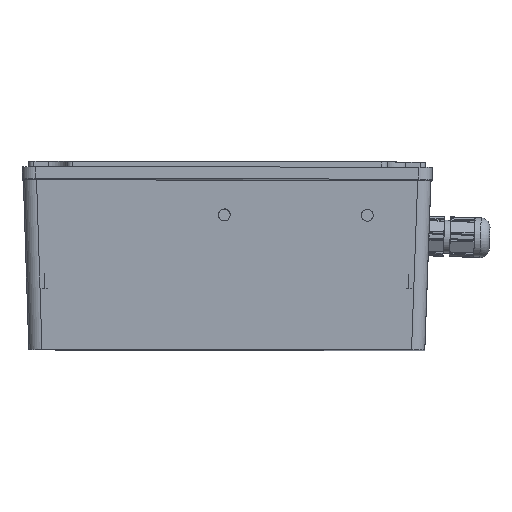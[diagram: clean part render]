
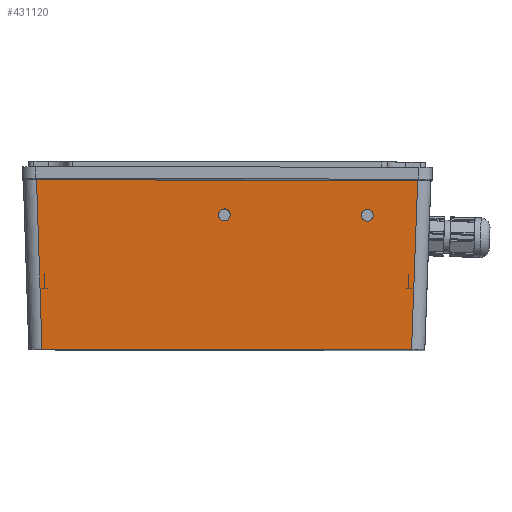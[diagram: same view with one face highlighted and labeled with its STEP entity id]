
A CAD part, top view. The second image highlights one B-rep face of the part: STEP entity #431120.
In plain terms, the highlighted planar face has unit normal (0, -0.034, 0.999).
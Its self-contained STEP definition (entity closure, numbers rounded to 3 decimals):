
#414040=CARTESIAN_POINT('',(13.704,30.866,
89.053));
#414050=VERTEX_POINT('',#414040);
#414080=CARTESIAN_POINT('',(11.454,30.866,
89.053));
#414090=DIRECTION('',(0.,0.034,-0.999));
#414100=DIRECTION('',(0.,0.999,0.034));
#414110=AXIS2_PLACEMENT_3D('',#414080,#414090,#414100);
#414120=ELLIPSE('',#414110,2.255,2.25);
#414130=CARTESIAN_POINT('',(11.454,28.612,
88.976));
#414140=VERTEX_POINT('',#414130);
#414150=EDGE_CURVE('',#414050,#414140,#414120,.T.);
#414170=CARTESIAN_POINT('',(9.204,30.866,
89.053));
#414180=VERTEX_POINT('',#414170);
#414190=EDGE_CURVE('',#414140,#414180,#414120,.T.);
#414960=CARTESIAN_POINT('',(67.704,30.866,
89.053));
#414970=VERTEX_POINT('',#414960);
#415000=CARTESIAN_POINT('',(65.454,30.866,
89.053));
#415010=DIRECTION('',(0.,0.034,-0.999));
#415020=DIRECTION('',(0.,0.999,0.034));
#415030=AXIS2_PLACEMENT_3D('',#415000,#415010,#415020);
#415040=ELLIPSE('',#415030,2.255,2.25);
#415050=CARTESIAN_POINT('',(65.454,28.612,
88.976));
#415060=VERTEX_POINT('',#415050);
#415070=EDGE_CURVE('',#414970,#415060,#415040,.T.);
#415090=CARTESIAN_POINT('',(63.204,30.866,
89.053));
#415100=VERTEX_POINT('',#415090);
#415110=EDGE_CURVE('',#415060,#415100,#415040,.T.);
#428700=CARTESIAN_POINT('',(-59.503,44.,
89.5));
#428710=VERTEX_POINT('',#428700);
#430630=CARTESIAN_POINT('',(-63.,0.,88.));
#430640=DIRECTION('',(0.,-0.034,0.999));
#430650=DIRECTION('',(0.,-0.999,-0.034));
#430660=AXIS2_PLACEMENT_3D('',#430630,#430640,#430650);
#430670=PLANE('',#430660);
#430680=EDGE_CURVE('',#414180,#414050,#414120,.T.);
#430690=ORIENTED_EDGE('',*,*,#430680,.T.);
#430700=ORIENTED_EDGE('',*,*,#414190,.T.);
#430710=ORIENTED_EDGE('',*,*,#414150,.T.);
#430720=EDGE_LOOP('',(#430710,#430700,#430690));
#430730=FACE_BOUND('',#430720,.T.);
#430740=EDGE_CURVE('',#415100,#414970,#415040,.T.);
#430750=ORIENTED_EDGE('',*,*,#430740,.T.);
#430760=ORIENTED_EDGE('',*,*,#415110,.T.);
#430770=ORIENTED_EDGE('',*,*,#415070,.T.);
#430780=EDGE_LOOP('',(#430770,#430760,#430750));
#430790=FACE_BOUND('',#430780,.T.);
#430800=CARTESIAN_POINT('',(25.,44.,89.5));
#430810=DIRECTION('',(1.,0.,0.));
#430820=VECTOR('',#430810,144.007);
#430830=LINE('',#430800,#430820);
#430840=CARTESIAN_POINT('',(84.503,44.,
89.5));
#430850=VERTEX_POINT('',#430840);
#430860=EDGE_CURVE('',#428710,#430850,#430830,.T.);
#430870=ORIENTED_EDGE('',*,*,#430860,.F.);
#430880=CARTESIAN_POINT('',(83.009,0.17,
88.006));
#430890=DIRECTION('',(-0.034,-0.999,
-0.034));
#430900=VECTOR('',#430890,1.);
#430910=LINE('',#430880,#430900);
#430920=CARTESIAN_POINT('',(82.321,-20.,87.318));
#430930=VERTEX_POINT('',#430920);
#430940=EDGE_CURVE('',#430850,#430930,#430910,.T.);
#430950=ORIENTED_EDGE('',*,*,#430940,.F.);
#430960=CARTESIAN_POINT('',(0.,-20.,87.318));
#430970=DIRECTION('',(1.,0.,0.));
#430980=VECTOR('',#430970,139.642);
#430990=LINE('',#430960,#430980);
#431000=CARTESIAN_POINT('',(-57.321,-20.,87.318));
#431010=VERTEX_POINT('',#431000);
#431020=EDGE_CURVE('',#431010,#430930,#430990,.T.);
#431030=ORIENTED_EDGE('',*,*,#431020,.T.);
#431040=CARTESIAN_POINT('',(-58.009,0.17,
88.006));
#431050=DIRECTION('',(0.034,-0.999,
-0.034));
#431060=VECTOR('',#431050,1.);
#431070=LINE('',#431040,#431060);
#431080=EDGE_CURVE('',#428710,#431010,#431070,.T.);
#431090=ORIENTED_EDGE('',*,*,#431080,.T.);
#431100=EDGE_LOOP('',(#431090,#431030,#430950,#430870));
#431110=FACE_OUTER_BOUND('',#431100,.T.);
#431120=ADVANCED_FACE('',(#430730,#430790,#431110),#430670,.T.);
